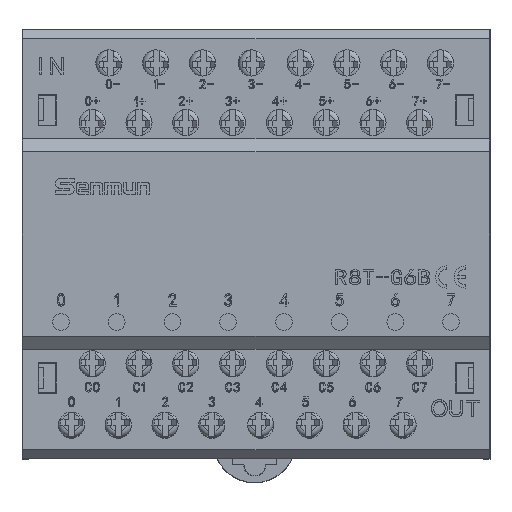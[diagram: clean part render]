
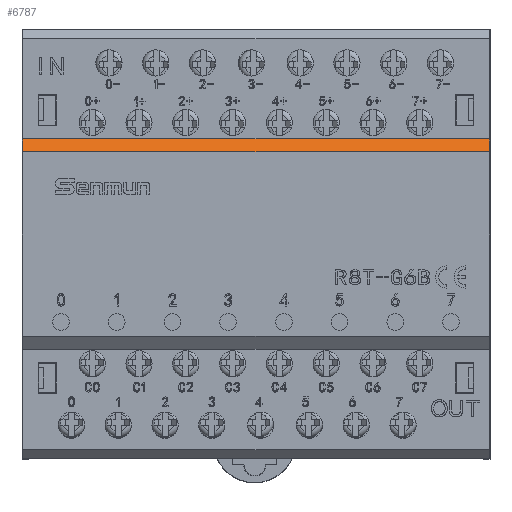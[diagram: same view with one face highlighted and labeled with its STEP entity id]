
A CAD part, top view. The second image highlights one B-rep face of the part: STEP entity #6787.
In plain terms, the highlighted planar face has unit normal (0, 0.632, 0.775).
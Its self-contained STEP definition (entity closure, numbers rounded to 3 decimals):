
#3134=FACE_OUTER_BOUND('',#17698,.T.);
#6787=ADVANCED_FACE('',(#3134),#10171,.T.);
#10171=PLANE('',#73762);
#17698=EDGE_LOOP('',(#32382,#32383,#32384,#32385));
#32382=ORIENTED_EDGE('',*,*,#46432,.T.);
#32383=ORIENTED_EDGE('',*,*,#52906,.F.);
#32384=ORIENTED_EDGE('',*,*,#45958,.T.);
#32385=ORIENTED_EDGE('',*,*,#52882,.F.);
#39268=VERTEX_POINT('',#92437);
#39269=VERTEX_POINT('',#92438);
#39741=VERTEX_POINT('',#98510);
#39742=VERTEX_POINT('',#98512);
#45958=EDGE_CURVE('',#39268,#39269,#55855,.T.);
#46432=EDGE_CURVE('',#39742,#39741,#56224,.T.);
#52882=EDGE_CURVE('',#39742,#39269,#61296,.T.);
#52906=EDGE_CURVE('',#39268,#39741,#61320,.T.);
#55855=LINE('',#92436,#63232);
#56224=LINE('',#98511,#63601);
#61296=LINE('',#121821,#68819);
#61320=LINE('',#121860,#68843);
#63232=VECTOR('',#75530,1.);
#63601=VECTOR('',#75957,1.);
#68819=VECTOR('',#86805,1.);
#68843=VECTOR('',#86837,1.);
#73762=AXIS2_PLACEMENT_3D('',#122192,#86947,#86948);
#75530=DIRECTION('',(-1.,0.,0.));
#75957=DIRECTION('',(1.,0.,0.));
#86805=DIRECTION('',(-0.006,0.775,-0.632));
#86837=DIRECTION('',(-0.006,-0.775,0.632));
#86947=DIRECTION('',(0.,0.632,0.775));
#86948=DIRECTION('',(0.,-0.775,0.632));
#92436=CARTESIAN_POINT('',(419.095,57.862,31.387));
#92437=CARTESIAN_POINT('',(418.994,57.862,31.387));
#92438=CARTESIAN_POINT('',(334.692,57.862,31.387));
#98510=CARTESIAN_POINT('',(418.977,55.516,33.299));
#98511=CARTESIAN_POINT('',(376.893,55.516,33.299));
#98512=CARTESIAN_POINT('',(334.709,55.516,33.299));
#121821=CARTESIAN_POINT('',(334.733,52.11,36.074));
#121860=CARTESIAN_POINT('',(418.953,52.11,36.074));
#122192=CARTESIAN_POINT('',(419.095,58.232,31.085));
